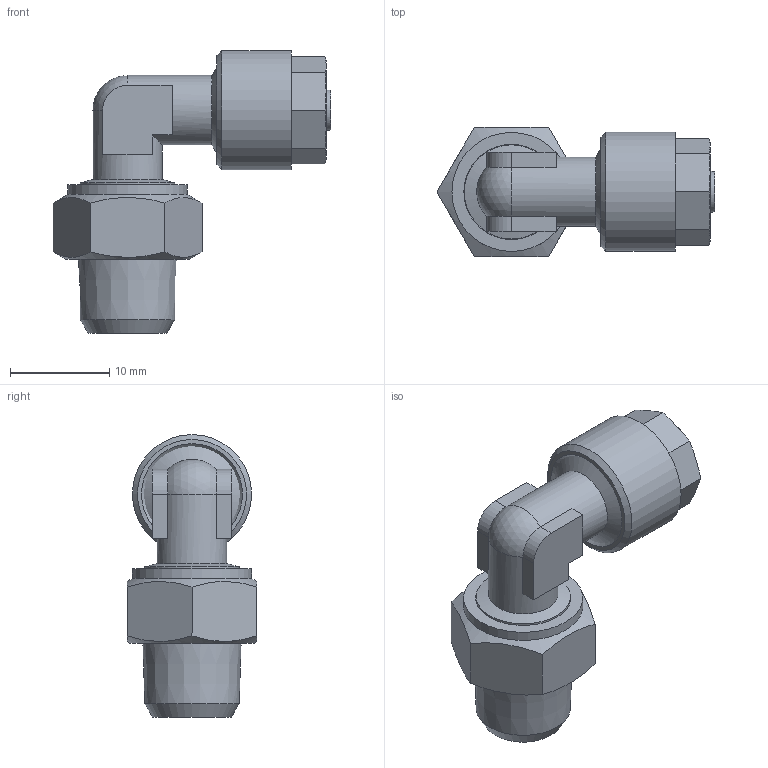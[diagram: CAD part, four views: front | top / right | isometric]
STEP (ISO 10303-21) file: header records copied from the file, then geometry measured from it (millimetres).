
FILE_DESCRIPTION(( 'MC.39.06.18.STP' ), '1');
FILE_NAME( 'MC.39.06.18.STP', '2018-11-09T15:44:54',( 'Sopra'),('sopra-pneumatic.com'), 'SwSTEP 2.0','SolidWorks 2009','' );
FILE_SCHEMA (('AUTOMOTIVE_DESIGN { 1 0 10303 214 1 1 1 1 }'));
Length unit declared in the file: millimetre
Products named in the file (4): Root; 11101_Anschluss; 11101_Gewinde; 17005
Assembly tree (3 placements, depth 2):
  Root
    11101_Anschluss
    11101_Gewinde
    17005
Bounding box: 28.01 x 13 x 28.5 mm (x, y, z)
Volume: 2790.7 mm3; surface area: 3235.4 mm2
Topology: 3 solids, 3 shells, 82 faces, 194 edges, 124 vertices
Faces by surface type: plane 39, cone 24, cylinder 17, sphere 1, torus 1
Full cylindrical faces by diameter (mm): 3.2 x2, 4.7 x1, 5.5 x2, 6 x1, 7 x2, 8.773 x1, 9.5 x1, 9.6 x1, 9.884 x1, 10 x1, 12 x2
Entity records: 4002 total; most frequent: CARTESIAN_POINT 670, DIRECTION 410, PRESENTATION_STYLE_ASSIGNMENT 303, COLOUR_RGB 301, DRAUGHTING_PRE_DEFINED_CURVE_FONT 300, CURVE_STYLE 300, OVER_RIDING_STYLED_ITEM 300, ORIENTED_EDGE 300
